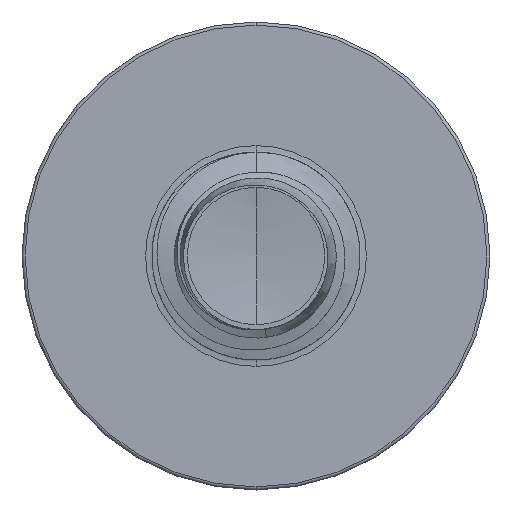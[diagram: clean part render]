
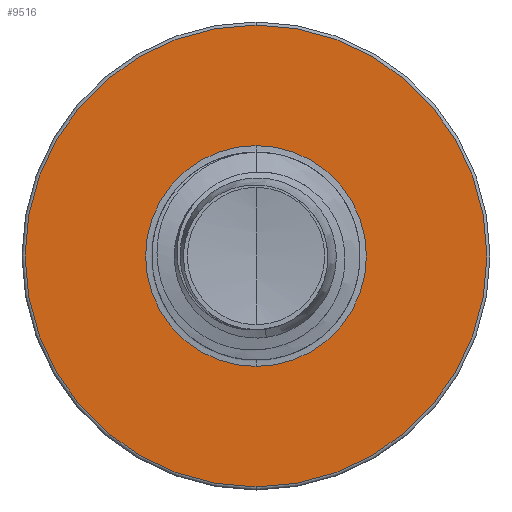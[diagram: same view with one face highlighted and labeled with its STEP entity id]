
A CAD part, front view. The second image highlights one B-rep face of the part: STEP entity #9516.
In plain terms, the highlighted planar face has unit normal (0, -1, 0).
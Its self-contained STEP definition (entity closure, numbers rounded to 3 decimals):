
#1748 = EDGE_LOOP ( 'NONE', ( #15033, #6204 ) ) ;
#1902 = DIRECTION ( 'NONE',  ( 0., 1., 0. ) ) ;
#1923 = CARTESIAN_POINT ( 'NONE',  ( 0., 16., 0. ) ) ;
#2369 = EDGE_CURVE ( 'NONE', #16337, #22548, #3691, .T. ) ;
#2674 = DIRECTION ( 'NONE',  ( 0., 0., 1. ) ) ;
#3691 = CIRCLE ( 'NONE', #7990, 3.186 ) ;
#3753 = DIRECTION ( 'NONE',  ( 0., 1., 0. ) ) ;
#3957 = AXIS2_PLACEMENT_3D ( 'NONE', #14715, #20906, #8572 ) ;
#5161 = AXIS2_PLACEMENT_3D ( 'NONE', #20006, #7700, #22090 ) ;
#6204 = ORIENTED_EDGE ( 'NONE', *, *, #9875, .F. ) ;
#6536 = PLANE ( 'NONE',  #3957 ) ;
#7475 = VERTEX_POINT ( 'NONE', #12952 ) ;
#7700 = DIRECTION ( 'NONE',  ( 0., 1., 0. ) ) ;
#7990 = AXIS2_PLACEMENT_3D ( 'NONE', #1923, #1902, #2674 ) ;
#8038 = VERTEX_POINT ( 'NONE', #20268 ) ;
#8572 = DIRECTION ( 'NONE',  ( 0., 0., 1. ) ) ;
#9209 = DIRECTION ( 'NONE',  ( 0., 1., 0. ) ) ;
#9516 = ADVANCED_FACE ( 'NONE', ( #19675, #17132 ), #6536, .F. ) ;
#9875 = EDGE_CURVE ( 'NONE', #7475, #8038, #10346, .T. ) ;
#10346 = CIRCLE ( 'NONE', #12163, 6.66 ) ;
#12163 = AXIS2_PLACEMENT_3D ( 'NONE', #21536, #9209, #23588 ) ;
#12629 = EDGE_CURVE ( 'NONE', #22548, #16337, #15845, .T. ) ;
#12952 = CARTESIAN_POINT ( 'NONE',  ( 0., 16., -6.66 ) ) ;
#13479 = ORIENTED_EDGE ( 'NONE', *, *, #12629, .T. ) ;
#14715 = CARTESIAN_POINT ( 'NONE',  ( 0., 16., -3.186 ) ) ;
#15033 = ORIENTED_EDGE ( 'NONE', *, *, #15086, .F. ) ;
#15086 = EDGE_CURVE ( 'NONE', #8038, #7475, #17073, .T. ) ;
#15679 = CARTESIAN_POINT ( 'NONE',  ( 0., 16., -3.186 ) ) ;
#15845 = CIRCLE ( 'NONE', #5161, 3.186 ) ;
#16033 = CARTESIAN_POINT ( 'NONE',  ( 0., 16., 0. ) ) ;
#16337 = VERTEX_POINT ( 'NONE', #15679 ) ;
#17073 = CIRCLE ( 'NONE', #26146, 6.66 ) ;
#17132 = FACE_BOUND ( 'NONE', #17925, .T. ) ;
#17754 = CARTESIAN_POINT ( 'NONE',  ( 0., 16., 3.186 ) ) ;
#17925 = EDGE_LOOP ( 'NONE', ( #13479, #22717 ) ) ;
#18072 = DIRECTION ( 'NONE',  ( 0., 0., 1. ) ) ;
#19675 = FACE_OUTER_BOUND ( 'NONE', #1748, .T. ) ;
#20006 = CARTESIAN_POINT ( 'NONE',  ( 0., 16., 0. ) ) ;
#20268 = CARTESIAN_POINT ( 'NONE',  ( 0., 16., 6.66 ) ) ;
#20906 = DIRECTION ( 'NONE',  ( 0., 1., 0. ) ) ;
#21536 = CARTESIAN_POINT ( 'NONE',  ( 0., 16., 0. ) ) ;
#22090 = DIRECTION ( 'NONE',  ( 0., 0., 1. ) ) ;
#22548 = VERTEX_POINT ( 'NONE', #17754 ) ;
#22717 = ORIENTED_EDGE ( 'NONE', *, *, #2369, .T. ) ;
#23588 = DIRECTION ( 'NONE',  ( 0., 0., 1. ) ) ;
#26146 = AXIS2_PLACEMENT_3D ( 'NONE', #16033, #3753, #18072 ) ;
